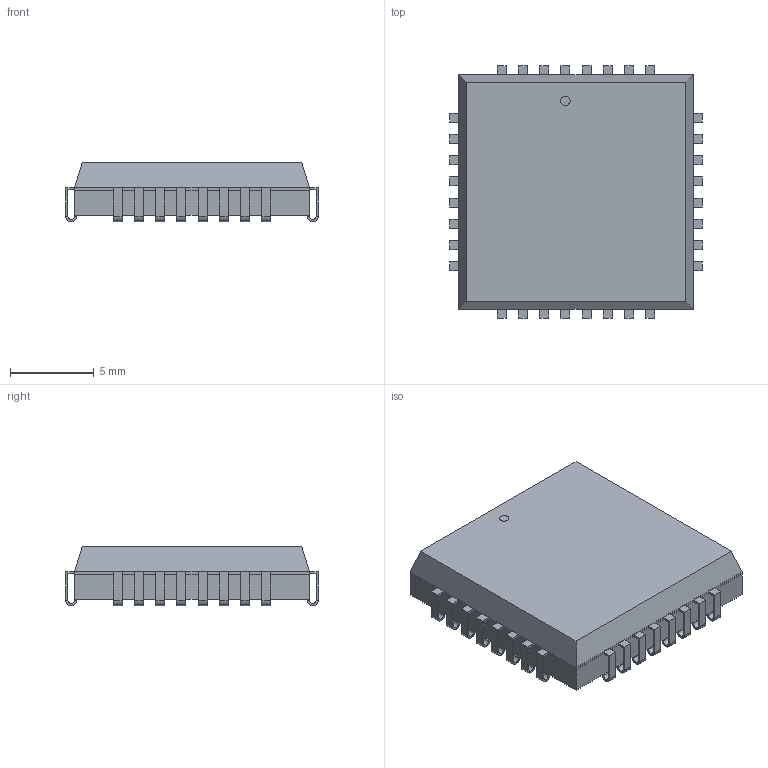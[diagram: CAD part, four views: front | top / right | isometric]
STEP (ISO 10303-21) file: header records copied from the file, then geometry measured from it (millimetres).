
FILE_DESCRIPTION(('STEP AP214'),'1');
FILE_NAME('32J_MCH','2023-04-13T07:44:17',(''),(''),'','','');
FILE_SCHEMA(('AUTOMOTIVE_DESIGN'));
Length unit declared in the file: millimetre
Products named in the file (1): product
Bounding box: 15.11 x 15.11 x 3.56 mm (x, y, z)
Volume: 613.8 mm3; surface area: 678.5 mm2
Topology: 34 solids, 34 shells, 401 faces, 863 edges, 530 vertices
Faces by surface type: plane 336, cylinder 65
Full cylindrical faces by diameter (mm): 0.562 x1
Entity records: 10168 total; most frequent: DIRECTION 1798, ORIENTED_EDGE 1724, CARTESIAN_POINT 999, EDGE_CURVE 862, LINE 732, VECTOR 732, AXIS2_PLACEMENT_3D 533, VERTEX_POINT 530
